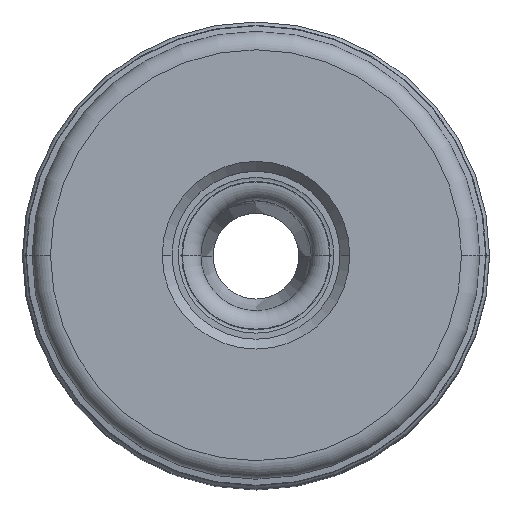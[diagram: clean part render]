
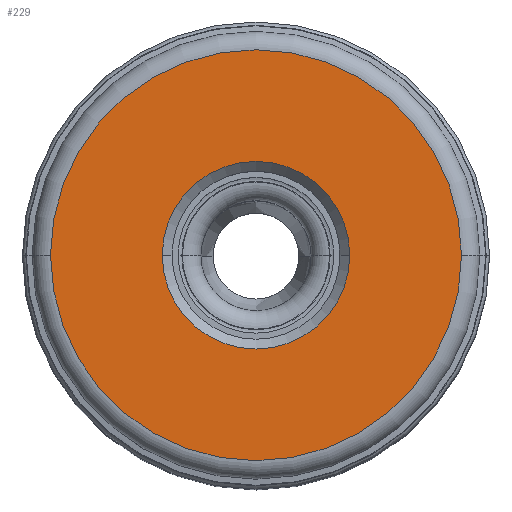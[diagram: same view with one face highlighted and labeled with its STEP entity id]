
A CAD part, top view. The second image highlights one B-rep face of the part: STEP entity #229.
In plain terms, the highlighted planar face has unit normal (0, 0, 1).
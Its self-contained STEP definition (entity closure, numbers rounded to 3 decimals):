
#28=PLANE('',#2116);
#34=FACE_BOUND('',#447,.T.);
#35=FACE_BOUND('',#448,.T.);
#229=ADVANCED_FACE('',(#34,#35),#28,.F.);
#447=EDGE_LOOP('',(#790,#791,#792,#793));
#448=EDGE_LOOP('',(#794,#795,#796,#797));
#790=ORIENTED_EDGE('',*,*,#1351,.F.);
#791=ORIENTED_EDGE('',*,*,#1350,.F.);
#792=ORIENTED_EDGE('',*,*,#1352,.F.);
#793=ORIENTED_EDGE('',*,*,#1353,.F.);
#794=ORIENTED_EDGE('',*,*,#1354,.F.);
#795=ORIENTED_EDGE('',*,*,#1355,.F.);
#796=ORIENTED_EDGE('',*,*,#1356,.F.);
#797=ORIENTED_EDGE('',*,*,#1357,.F.);
#1118=VERTEX_POINT('',#4009);
#1119=VERTEX_POINT('',#4011);
#1120=VERTEX_POINT('',#4013);
#1121=VERTEX_POINT('',#4017);
#1122=VERTEX_POINT('',#4020);
#1123=VERTEX_POINT('',#4021);
#1124=VERTEX_POINT('',#4023);
#1125=VERTEX_POINT('',#4025);
#1350=EDGE_CURVE('',#1119,#1120,#1630,.T.);
#1351=EDGE_CURVE('',#1120,#1118,#1631,.T.);
#1352=EDGE_CURVE('',#1121,#1119,#1632,.T.);
#1353=EDGE_CURVE('',#1118,#1121,#1633,.T.);
#1354=EDGE_CURVE('',#1122,#1123,#1634,.T.);
#1355=EDGE_CURVE('',#1124,#1122,#1635,.T.);
#1356=EDGE_CURVE('',#1125,#1124,#1636,.T.);
#1357=EDGE_CURVE('',#1123,#1125,#1637,.T.);
#1630=CIRCLE('',#2107,16.757);
#1631=CIRCLE('',#2108,16.757);
#1632=CIRCLE('',#2110,16.757);
#1633=CIRCLE('',#2111,16.757);
#1634=CIRCLE('',#2112,7.65);
#1635=CIRCLE('',#2113,7.65);
#1636=CIRCLE('',#2114,7.65);
#1637=CIRCLE('',#2115,7.65);
#2107=AXIS2_PLACEMENT_3D('',#4012,#2595,#2596);
#2108=AXIS2_PLACEMENT_3D('',#4014,#2597,#2598);
#2110=AXIS2_PLACEMENT_3D('',#4016,#2601,#2602);
#2111=AXIS2_PLACEMENT_3D('',#4018,#2603,#2604);
#2112=AXIS2_PLACEMENT_3D('',#4019,#2605,#2606);
#2113=AXIS2_PLACEMENT_3D('',#4022,#2607,#2608);
#2114=AXIS2_PLACEMENT_3D('',#4024,#2609,#2610);
#2115=AXIS2_PLACEMENT_3D('',#4026,#2611,#2612);
#2116=AXIS2_PLACEMENT_3D('',#4027,#2613,#2614);
#2595=DIRECTION('',(0.,0.,-1.));
#2596=DIRECTION('',(1.,0.,0.));
#2597=DIRECTION('',(0.,0.,-1.));
#2598=DIRECTION('',(1.,-0.001,0.));
#2601=DIRECTION('',(0.,0.,-1.));
#2602=DIRECTION('',(-1.,0.001,0.));
#2603=DIRECTION('',(0.,0.,-1.));
#2604=DIRECTION('',(-1.,0.,0.));
#2605=DIRECTION('',(0.,0.,1.));
#2606=DIRECTION('',(0.,-1.,0.));
#2607=DIRECTION('',(0.,0.,1.));
#2608=DIRECTION('',(-1.,0.,0.));
#2609=DIRECTION('',(0.,0.,1.));
#2610=DIRECTION('',(0.,1.,0.));
#2611=DIRECTION('',(0.,0.,1.));
#2612=DIRECTION('',(1.,0.,0.));
#2613=DIRECTION('',(0.,0.,-1.));
#2614=DIRECTION('',(-1.,0.,0.));
#4009=CARTESIAN_POINT('',(-16.757,0.,0.));
#4011=CARTESIAN_POINT('',(16.757,0.,0.));
#4012=CARTESIAN_POINT('',(0.,0.,0.));
#4013=CARTESIAN_POINT('',(16.756,-0.02,0.));
#4014=CARTESIAN_POINT('',(0.,0.,0.));
#4016=CARTESIAN_POINT('',(0.,0.,0.));
#4017=CARTESIAN_POINT('',(-16.756,0.02,0.));
#4018=CARTESIAN_POINT('',(0.,0.,0.));
#4019=CARTESIAN_POINT('',(0.,0.,0.));
#4020=CARTESIAN_POINT('',(0.,-7.65,0.));
#4021=CARTESIAN_POINT('',(7.65,0.,0.));
#4022=CARTESIAN_POINT('',(0.,0.,0.));
#4023=CARTESIAN_POINT('',(-7.65,0.,0.));
#4024=CARTESIAN_POINT('',(0.,0.,0.));
#4025=CARTESIAN_POINT('',(0.,7.65,0.));
#4026=CARTESIAN_POINT('',(0.,0.,0.));
#4027=CARTESIAN_POINT('',(0.,0.,0.));
